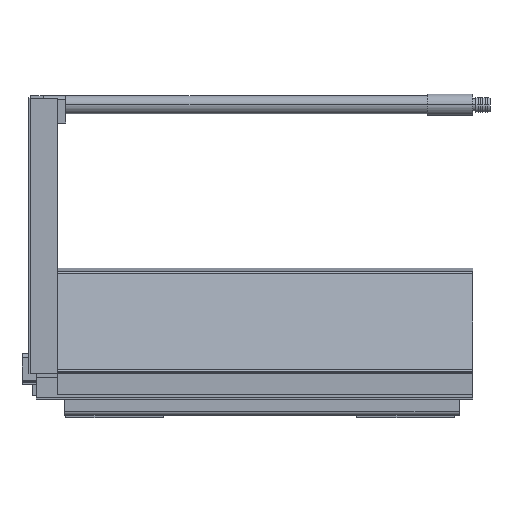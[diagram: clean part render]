
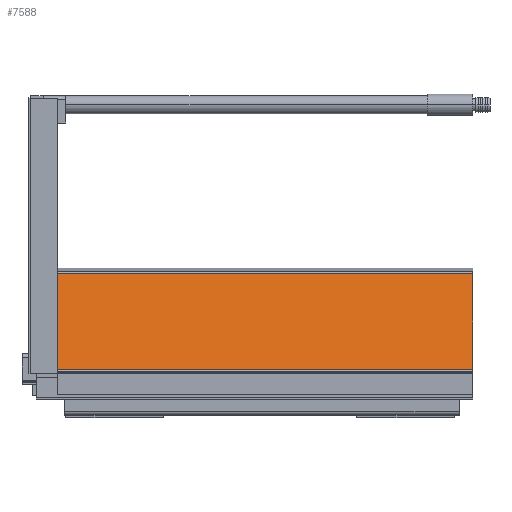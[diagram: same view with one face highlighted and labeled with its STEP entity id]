
A CAD part, top view. The second image highlights one B-rep face of the part: STEP entity #7588.
In plain terms, the highlighted planar face has unit normal (0, 0.208, 0.978).
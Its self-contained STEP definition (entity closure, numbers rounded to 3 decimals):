
#687 = CARTESIAN_POINT ( 'NONE',  ( -275.5, 80.422, 21.003 ) ) ;
#940 = FACE_OUTER_BOUND ( 'NONE', #7770, .T. ) ;
#1186 = VECTOR ( 'NONE', #5333, 1000. ) ;
#1620 = CARTESIAN_POINT ( 'NONE',  ( 0., 17.084, 34.466 ) ) ;
#2487 = CARTESIAN_POINT ( 'NONE',  ( 0., 17.084, 34.466 ) ) ;
#2609 = VECTOR ( 'NONE', #8504, 1000. ) ;
#2754 = EDGE_CURVE ( 'NONE', #4727, #6913, #12134, .T. ) ;
#3088 = DIRECTION ( 'NONE',  ( 0., 0.208, 0.978 ) ) ;
#3306 = DIRECTION ( 'NONE',  ( 0., -0.978, 0.208 ) ) ;
#3533 = ORIENTED_EDGE ( 'NONE', *, *, #6240, .F. ) ;
#3913 = PLANE ( 'NONE',  #5144 ) ;
#3974 = CARTESIAN_POINT ( 'NONE',  ( -292., 80.422, 21.003 ) ) ;
#4452 = LINE ( 'NONE', #7283, #2609 ) ;
#4635 = ORIENTED_EDGE ( 'NONE', *, *, #6539, .T. ) ;
#4727 = VERTEX_POINT ( 'NONE', #5227 ) ;
#5144 = AXIS2_PLACEMENT_3D ( 'NONE', #3974, #3088, #8087 ) ;
#5227 = CARTESIAN_POINT ( 'NONE',  ( 0., 80.422, 21.003 ) ) ;
#5257 = VERTEX_POINT ( 'NONE', #11368 ) ;
#5320 = CARTESIAN_POINT ( 'NONE',  ( 0., 80.422, 21.003 ) ) ;
#5333 = DIRECTION ( 'NONE',  ( 1., 0., 0. ) ) ;
#5725 = LINE ( 'NONE', #10741, #9809 ) ;
#6240 = EDGE_CURVE ( 'NONE', #11836, #4727, #5725, .T. ) ;
#6352 = LINE ( 'NONE', #2487, #1186 ) ;
#6539 = EDGE_CURVE ( 'NONE', #5257, #6913, #6352, .T. ) ;
#6913 = VERTEX_POINT ( 'NONE', #1620 ) ;
#7283 = CARTESIAN_POINT ( 'NONE',  ( -275.5, 80.422, 21.003 ) ) ;
#7588 = ADVANCED_FACE ( 'NONE', ( #940 ), #3913, .T. ) ;
#7770 = EDGE_LOOP ( 'NONE', ( #3533, #9456, #4635, #10523 ) ) ;
#8087 = DIRECTION ( 'NONE',  ( 0., -0.978, 0.208 ) ) ;
#8504 = DIRECTION ( 'NONE',  ( 0., -0.978, 0.208 ) ) ;
#8605 = DIRECTION ( 'NONE',  ( 1., 0., 0. ) ) ;
#8777 = VECTOR ( 'NONE', #3306, 1000. ) ;
#9456 = ORIENTED_EDGE ( 'NONE', *, *, #11290, .T. ) ;
#9809 = VECTOR ( 'NONE', #8605, 1000. ) ;
#10523 = ORIENTED_EDGE ( 'NONE', *, *, #2754, .F. ) ;
#10741 = CARTESIAN_POINT ( 'NONE',  ( -292., 80.422, 21.003 ) ) ;
#11290 = EDGE_CURVE ( 'NONE', #11836, #5257, #4452, .T. ) ;
#11368 = CARTESIAN_POINT ( 'NONE',  ( -275.5, 17.084, 34.466 ) ) ;
#11836 = VERTEX_POINT ( 'NONE', #687 ) ;
#12134 = LINE ( 'NONE', #5320, #8777 ) ;
